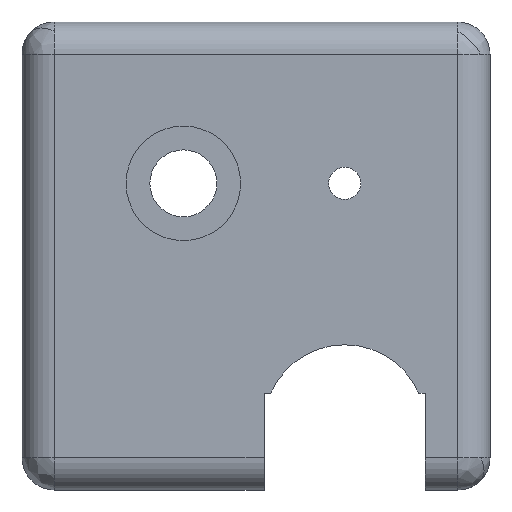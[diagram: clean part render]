
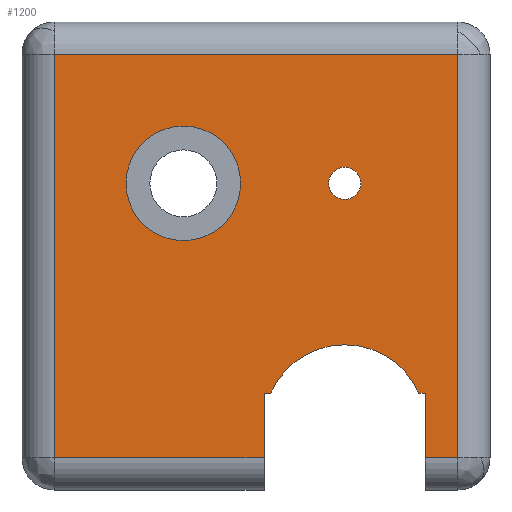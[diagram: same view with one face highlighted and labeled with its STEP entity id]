
A CAD part, front view. The second image highlights one B-rep face of the part: STEP entity #1200.
In plain terms, the highlighted planar face has unit normal (0, -1, 0).
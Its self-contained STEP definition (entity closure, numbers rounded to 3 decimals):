
#10 = DIRECTION ( 'NONE',  ( -1., 0., 0. ) ) ;
#47 = ORIENTED_EDGE ( 'NONE', *, *, #1384, .T. ) ;
#66 = DIRECTION ( 'NONE',  ( 0., 0., 1. ) ) ;
#70 = EDGE_LOOP ( 'NONE', ( #1541, #1469 ) ) ;
#77 = EDGE_CURVE ( 'NONE', #105, #2039, #2149, .T. ) ;
#105 = VERTEX_POINT ( 'NONE', #1437 ) ;
#106 = DIRECTION ( 'NONE',  ( 0., 0., -1. ) ) ;
#125 = ORIENTED_EDGE ( 'NONE', *, *, #1767, .T. ) ;
#144 = VECTOR ( 'NONE', #2132, 1000. ) ;
#156 = VERTEX_POINT ( 'NONE', #571 ) ;
#160 = EDGE_CURVE ( 'NONE', #105, #515, #864, .T. ) ;
#166 = FACE_BOUND ( 'NONE', #70, .T. ) ;
#227 = CIRCLE ( 'NONE', #1678, 2. ) ;
#268 = EDGE_CURVE ( 'NONE', #1763, #1816, #1163, .T. ) ;
#290 = ORIENTED_EDGE ( 'NONE', *, *, #160, .T. ) ;
#304 = CIRCLE ( 'NONE', #1812, 7.1 ) ;
#336 = VECTOR ( 'NONE', #1820, 1000. ) ;
#345 = EDGE_CURVE ( 'NONE', #156, #1383, #528, .T. ) ;
#358 = AXIS2_PLACEMENT_3D ( 'NONE', #929, #1441, #1080 ) ;
#384 = VERTEX_POINT ( 'NONE', #2076 ) ;
#395 = LINE ( 'NONE', #1042, #1292 ) ;
#396 = CARTESIAN_POINT ( 'NONE',  ( 4., -10., 4. ) ) ;
#410 = DIRECTION ( 'NONE',  ( 0., 0., 1. ) ) ;
#416 = DIRECTION ( 'NONE',  ( -1., 0., 0. ) ) ;
#437 = DIRECTION ( 'NONE',  ( 0., 0., 1. ) ) ;
#449 = CARTESIAN_POINT ( 'NONE',  ( 29., -10., 54. ) ) ;
#461 = ORIENTED_EDGE ( 'NONE', *, *, #1928, .F. ) ;
#515 = VERTEX_POINT ( 'NONE', #532 ) ;
#528 = LINE ( 'NONE', #449, #1534 ) ;
#532 = CARTESIAN_POINT ( 'NONE',  ( 50., -10., 4. ) ) ;
#571 = CARTESIAN_POINT ( 'NONE',  ( 4., -10., 54. ) ) ;
#622 = AXIS2_PLACEMENT_3D ( 'NONE', #1688, #1153, #437 ) ;
#660 = EDGE_CURVE ( 'NONE', #2170, #993, #1452, .T. ) ;
#688 = CARTESIAN_POINT ( 'NONE',  ( 40., -10., 40. ) ) ;
#714 = ORIENTED_EDGE ( 'NONE', *, *, #1882, .F. ) ;
#720 = CARTESIAN_POINT ( 'NONE',  ( 30., -10., 4. ) ) ;
#764 = ORIENTED_EDGE ( 'NONE', *, *, #345, .F. ) ;
#784 = DIRECTION ( 'NONE',  ( 0., 0., 1. ) ) ;
#792 = EDGE_CURVE ( 'NONE', #1037, #1663, #2142, .T. ) ;
#795 = CARTESIAN_POINT ( 'NONE',  ( 54., -10., 29. ) ) ;
#855 = CARTESIAN_POINT ( 'NONE',  ( 49.165, -10., 12. ) ) ;
#864 = LINE ( 'NONE', #1967, #144 ) ;
#899 = ORIENTED_EDGE ( 'NONE', *, *, #1867, .F. ) ;
#929 = CARTESIAN_POINT ( 'NONE',  ( 40., -10., 8. ) ) ;
#965 = CARTESIAN_POINT ( 'NONE',  ( 29., -10., 4. ) ) ;
#976 = CARTESIAN_POINT ( 'NONE',  ( 30.835, -10., 12. ) ) ;
#993 = VERTEX_POINT ( 'NONE', #688 ) ;
#996 = CARTESIAN_POINT ( 'NONE',  ( 29., -10., 4. ) ) ;
#1037 = VERTEX_POINT ( 'NONE', #1957 ) ;
#1042 = CARTESIAN_POINT ( 'NONE',  ( 30., -10., 12. ) ) ;
#1050 = LINE ( 'NONE', #1826, #336 ) ;
#1080 = DIRECTION ( 'NONE',  ( 0., 0., -1. ) ) ;
#1135 = VECTOR ( 'NONE', #1858, 1000. ) ;
#1143 = DIRECTION ( 'NONE',  ( 0., 0., 1. ) ) ;
#1153 = DIRECTION ( 'NONE',  ( 0., -1., 0. ) ) ;
#1163 = LINE ( 'NONE', #965, #1918 ) ;
#1199 = ORIENTED_EDGE ( 'NONE', *, *, #1555, .F. ) ;
#1200 = ADVANCED_FACE ( 'NONE', ( #166, #2027, #1833 ), #1651, .F. ) ;
#1209 = LINE ( 'NONE', #795, #1235 ) ;
#1230 = AXIS2_PLACEMENT_3D ( 'NONE', #1473, #1634, #2002 ) ;
#1235 = VECTOR ( 'NONE', #106, 1000. ) ;
#1241 = ORIENTED_EDGE ( 'NONE', *, *, #660, .T. ) ;
#1246 = CARTESIAN_POINT ( 'NONE',  ( 40., -10., 36. ) ) ;
#1292 = VECTOR ( 'NONE', #1909, 1000. ) ;
#1302 = ORIENTED_EDGE ( 'NONE', *, *, #2080, .T. ) ;
#1305 = EDGE_CURVE ( 'NONE', #1663, #1037, #304, .T. ) ;
#1321 = VECTOR ( 'NONE', #410, 1000. ) ;
#1378 = CARTESIAN_POINT ( 'NONE',  ( 54., -10., 54. ) ) ;
#1383 = VERTEX_POINT ( 'NONE', #1378 ) ;
#1384 = EDGE_CURVE ( 'NONE', #1984, #2039, #2048, .T. ) ;
#1386 = AXIS2_PLACEMENT_3D ( 'NONE', #1639, #1628, #784 ) ;
#1417 = CARTESIAN_POINT ( 'NONE',  ( 29., -10., 12. ) ) ;
#1437 = CARTESIAN_POINT ( 'NONE',  ( 50., -10., 12. ) ) ;
#1441 = DIRECTION ( 'NONE',  ( 0., 1., 0. ) ) ;
#1452 = CIRCLE ( 'NONE', #1386, 2. ) ;
#1469 = ORIENTED_EDGE ( 'NONE', *, *, #1305, .F. ) ;
#1473 = CARTESIAN_POINT ( 'NONE',  ( 29., -10., 29. ) ) ;
#1490 = CARTESIAN_POINT ( 'NONE',  ( 20., -10., 38. ) ) ;
#1534 = VECTOR ( 'NONE', #1916, 1000. ) ;
#1541 = ORIENTED_EDGE ( 'NONE', *, *, #792, .F. ) ;
#1555 = EDGE_CURVE ( 'NONE', #384, #515, #2053, .T. ) ;
#1590 = VECTOR ( 'NONE', #10, 1000. ) ;
#1606 = CARTESIAN_POINT ( 'NONE',  ( 4., -10., 29. ) ) ;
#1614 = CARTESIAN_POINT ( 'NONE',  ( 40., -10., 38. ) ) ;
#1628 = DIRECTION ( 'NONE',  ( 0., 1., 0. ) ) ;
#1634 = DIRECTION ( 'NONE',  ( 0., 1., 0. ) ) ;
#1639 = CARTESIAN_POINT ( 'NONE',  ( 40., -10., 38. ) ) ;
#1650 = ORIENTED_EDGE ( 'NONE', *, *, #77, .F. ) ;
#1651 = PLANE ( 'NONE',  #1230 ) ;
#1663 = VERTEX_POINT ( 'NONE', #2106 ) ;
#1678 = AXIS2_PLACEMENT_3D ( 'NONE', #1614, #1963, #66 ) ;
#1682 = CARTESIAN_POINT ( 'NONE',  ( 30., -10., 12. ) ) ;
#1688 = CARTESIAN_POINT ( 'NONE',  ( 20., -10., 38. ) ) ;
#1708 = EDGE_LOOP ( 'NONE', ( #1650, #290, #1199, #461, #764, #899, #2065, #1302, #714, #47 ) ) ;
#1763 = VERTEX_POINT ( 'NONE', #720 ) ;
#1767 = EDGE_CURVE ( 'NONE', #993, #2170, #227, .T. ) ;
#1812 = AXIS2_PLACEMENT_3D ( 'NONE', #1490, #1889, #1143 ) ;
#1816 = VERTEX_POINT ( 'NONE', #396 ) ;
#1820 = DIRECTION ( 'NONE',  ( -1., 0., 0. ) ) ;
#1826 = CARTESIAN_POINT ( 'NONE',  ( 29., -10., 12. ) ) ;
#1833 = FACE_OUTER_BOUND ( 'NONE', #1708, .T. ) ;
#1858 = DIRECTION ( 'NONE',  ( -1., 0., 0. ) ) ;
#1867 = EDGE_CURVE ( 'NONE', #1816, #156, #1914, .T. ) ;
#1882 = EDGE_CURVE ( 'NONE', #1984, #2041, #1050, .T. ) ;
#1889 = DIRECTION ( 'NONE',  ( 0., -1., 0. ) ) ;
#1909 = DIRECTION ( 'NONE',  ( 0., 0., 1. ) ) ;
#1914 = LINE ( 'NONE', #1606, #1321 ) ;
#1916 = DIRECTION ( 'NONE',  ( 1., 0., 0. ) ) ;
#1918 = VECTOR ( 'NONE', #416, 1000. ) ;
#1928 = EDGE_CURVE ( 'NONE', #1383, #384, #1209, .T. ) ;
#1957 = CARTESIAN_POINT ( 'NONE',  ( 20., -10., 45.1 ) ) ;
#1963 = DIRECTION ( 'NONE',  ( 0., 1., 0. ) ) ;
#1967 = CARTESIAN_POINT ( 'NONE',  ( 50., -10., 0. ) ) ;
#1984 = VERTEX_POINT ( 'NONE', #976 ) ;
#1985 = EDGE_LOOP ( 'NONE', ( #125, #1241 ) ) ;
#2002 = DIRECTION ( 'NONE',  ( 0., 0., 1. ) ) ;
#2027 = FACE_BOUND ( 'NONE', #1985, .T. ) ;
#2039 = VERTEX_POINT ( 'NONE', #855 ) ;
#2041 = VERTEX_POINT ( 'NONE', #1682 ) ;
#2048 = CIRCLE ( 'NONE', #358, 10. ) ;
#2053 = LINE ( 'NONE', #996, #1135 ) ;
#2065 = ORIENTED_EDGE ( 'NONE', *, *, #268, .F. ) ;
#2076 = CARTESIAN_POINT ( 'NONE',  ( 54., -10., 4. ) ) ;
#2080 = EDGE_CURVE ( 'NONE', #1763, #2041, #395, .T. ) ;
#2106 = CARTESIAN_POINT ( 'NONE',  ( 20., -10., 30.9 ) ) ;
#2132 = DIRECTION ( 'NONE',  ( 0., 0., -1. ) ) ;
#2142 = CIRCLE ( 'NONE', #622, 7.1 ) ;
#2149 = LINE ( 'NONE', #1417, #1590 ) ;
#2170 = VERTEX_POINT ( 'NONE', #1246 ) ;
